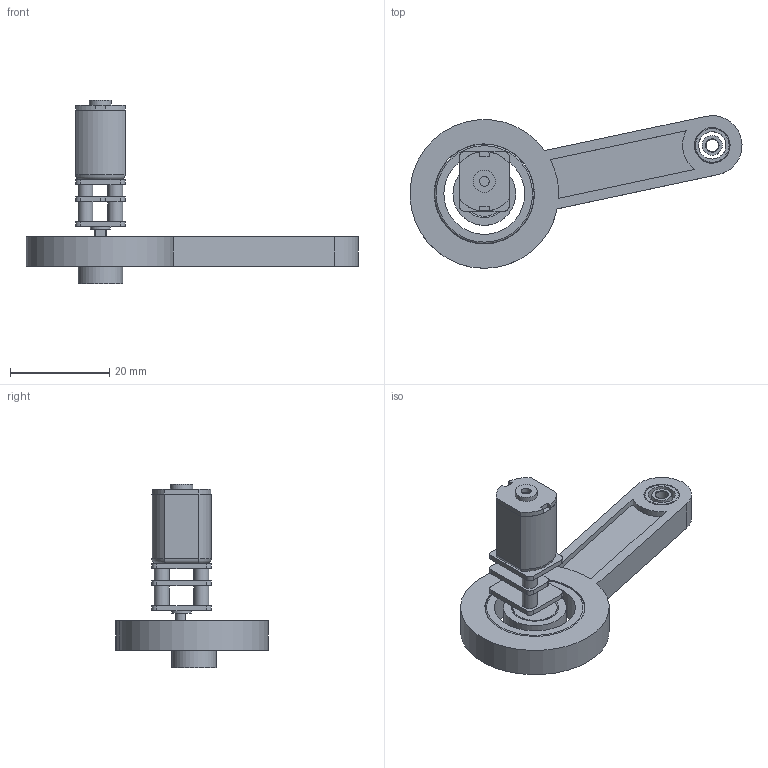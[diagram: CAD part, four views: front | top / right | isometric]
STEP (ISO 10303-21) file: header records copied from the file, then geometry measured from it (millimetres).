
FILE_DESCRIPTION(/* description */ (''),/* implementation_level */ '2;1');
FILE_NAME(/* name */ '惯性筛偏心轮装配.stp',/* time_stamp */ '2022-05-21T16:35:04+08:00',/* author */ ('zhcne'),/* organization */ (''),/* preprocessor_version */ 'ST-DEVELOPER v18.1',/* originating_system */ 'Autodesk Inventor 2022',/* authorisation */ '');
FILE_SCHEMA (('AUTOMOTIVE_DESIGN { 1 0 10303 214 3 1 1 }'));
Length unit declared in the file: millimetre
Products named in the file (7): 惯性筛偏心轮装配; GA12-N20微型减速直流电机3V_15RP
M; 偏心轮; 偏心轮外连接件; ISO 1224 - 38 3 x  7 x  3; ISO 1224 - 19 9 x  20 x  6; ISO 1224 - 19 2.5 x  7 x  2.5
Assembly tree (7 placements, depth 2):
  惯性筛偏心轮装配
    GA12-N20微型减速直流电机3V_15RP
M
    偏心轮
    偏心轮外连接件
    ISO 1224 - 38 3 x  7 x  3
    ISO 1224 - 19 9 x  20 x  6
    ISO 1224 - 19 2.5 x  7 x  2.5  x2
Bounding box: 66.95 x 30.79 x 37 mm (x, y, z)
Volume: 7866.1 mm3; surface area: 7730.2 mm2
Topology: 13 solids, 13 shells, 145 faces, 321 edges, 212 vertices
Faces by surface type: plane 71, cylinder 56, torus 18
Full cylindrical faces by diameter (mm): 2 x1, 2.5 x3, 3 x5, 4 x3, 4.333 x1, 4.5 x1, 5.5 x2, 5.667 x1, 7 x3, 7.2 x2, 9 x2, 12.667 x1, 16.333 x1, 20 x1, 20.2 x1
Entity records: 4205 total; most frequent: DIRECTION 731, CARTESIAN_POINT 693, ORIENTED_EDGE 594, EDGE_CURVE 297, AXIS2_PLACEMENT_3D 291, VERTEX_POINT 196, EDGE_LOOP 165, LINE 149
